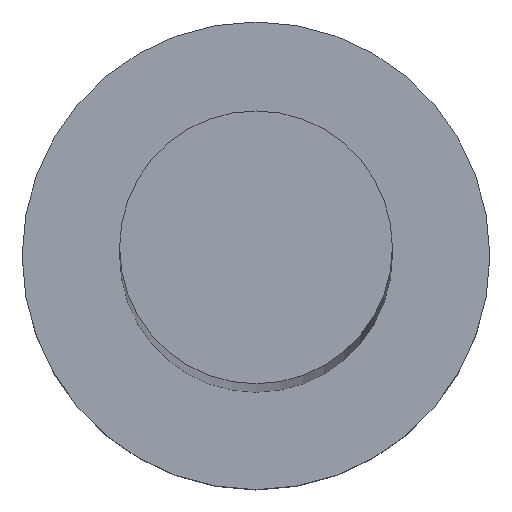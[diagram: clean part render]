
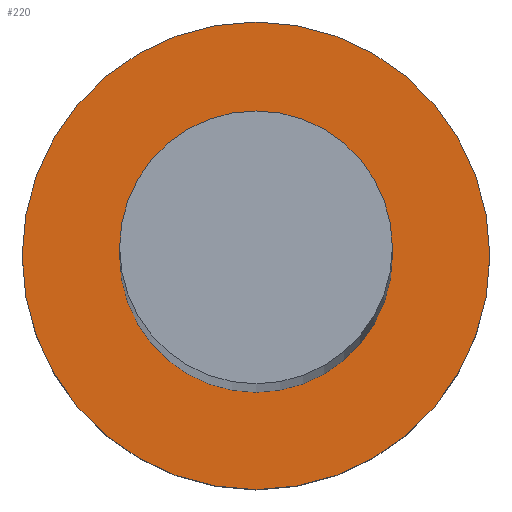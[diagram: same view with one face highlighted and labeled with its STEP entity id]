
A CAD part, top view. The second image highlights one B-rep face of the part: STEP entity #220.
In plain terms, the highlighted planar face has unit normal (0, 0, 1).
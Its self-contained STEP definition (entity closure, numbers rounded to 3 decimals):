
#1 = EDGE_CURVE ( 'NONE', #16, #14, #8, .T. ) ;
#2 = DIRECTION ( 'NONE',  ( 0., 0., 1. ) ) ;
#7 = CARTESIAN_POINT ( 'NONE',  ( 0., 0., 5. ) ) ;
#8 = CIRCLE ( 'NONE', #145, 6. ) ;
#10 = VERTEX_POINT ( 'NONE', #254 ) ;
#14 = VERTEX_POINT ( 'NONE', #20 ) ;
#16 = VERTEX_POINT ( 'NONE', #233 ) ;
#20 = CARTESIAN_POINT ( 'NONE',  ( -6., 0., 5. ) ) ;
#28 = AXIS2_PLACEMENT_3D ( 'NONE', #7, #49, #113 ) ;
#36 = EDGE_LOOP ( 'NONE', ( #207, #72 ) ) ;
#39 = CARTESIAN_POINT ( 'NONE',  ( 0., 0., 5. ) ) ;
#41 = CIRCLE ( 'NONE', #178, 3.5 ) ;
#49 = DIRECTION ( 'NONE',  ( 0., 0., 1. ) ) ;
#57 = DIRECTION ( 'NONE',  ( 0., 0., 1. ) ) ;
#64 = DIRECTION ( 'NONE',  ( 0., 0., 1. ) ) ;
#72 = ORIENTED_EDGE ( 'NONE', *, *, #1, .T. ) ;
#82 = AXIS2_PLACEMENT_3D ( 'NONE', #164, #2, #100 ) ;
#87 = CARTESIAN_POINT ( 'NONE',  ( 3.5, 0., 5. ) ) ;
#92 = ORIENTED_EDGE ( 'NONE', *, *, #156, .F. ) ;
#100 = DIRECTION ( 'NONE',  ( 1., 0., 0. ) ) ;
#102 = CIRCLE ( 'NONE', #82, 3.5 ) ;
#109 = ORIENTED_EDGE ( 'NONE', *, *, #198, .F. ) ;
#113 = DIRECTION ( 'NONE',  ( 1., 0., 0. ) ) ;
#140 = CARTESIAN_POINT ( 'NONE',  ( 0., 0., 5. ) ) ;
#144 = DIRECTION ( 'NONE',  ( 1., 0., 0. ) ) ;
#145 = AXIS2_PLACEMENT_3D ( 'NONE', #39, #232, #211 ) ;
#155 = CIRCLE ( 'NONE', #28, 6. ) ;
#156 = EDGE_CURVE ( 'NONE', #10, #171, #41, .T. ) ;
#163 = CARTESIAN_POINT ( 'NONE',  ( 0., 0., 5. ) ) ;
#164 = CARTESIAN_POINT ( 'NONE',  ( 0., 0., 5. ) ) ;
#171 = VERTEX_POINT ( 'NONE', #87 ) ;
#178 = AXIS2_PLACEMENT_3D ( 'NONE', #140, #64, #144 ) ;
#181 = FACE_OUTER_BOUND ( 'NONE', #36, .T. ) ;
#198 = EDGE_CURVE ( 'NONE', #171, #10, #102, .T. ) ;
#201 = PLANE ( 'NONE',  #242 ) ;
#207 = ORIENTED_EDGE ( 'NONE', *, *, #234, .T. ) ;
#211 = DIRECTION ( 'NONE',  ( 1., 0., 0. ) ) ;
#216 = EDGE_LOOP ( 'NONE', ( #92, #109 ) ) ;
#220 = ADVANCED_FACE ( 'NONE', ( #221, #181 ), #201, .T. ) ;
#221 = FACE_BOUND ( 'NONE', #216, .T. ) ;
#223 = DIRECTION ( 'NONE',  ( 1., 0., 0. ) ) ;
#232 = DIRECTION ( 'NONE',  ( 0., 0., 1. ) ) ;
#233 = CARTESIAN_POINT ( 'NONE',  ( 6., 0., 5. ) ) ;
#234 = EDGE_CURVE ( 'NONE', #14, #16, #155, .T. ) ;
#242 = AXIS2_PLACEMENT_3D ( 'NONE', #163, #57, #223 ) ;
#254 = CARTESIAN_POINT ( 'NONE',  ( -3.5, 0., 5. ) ) ;
